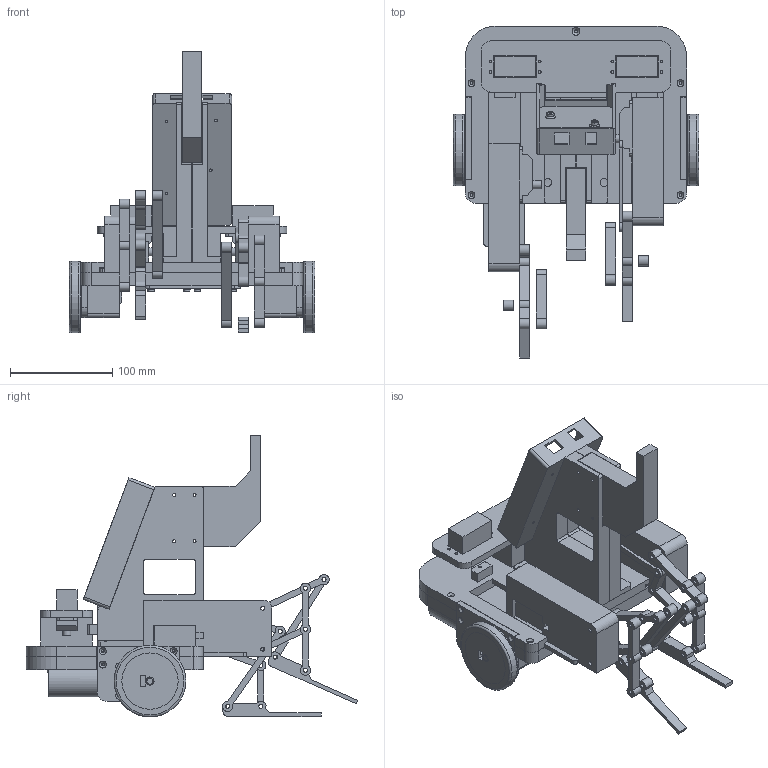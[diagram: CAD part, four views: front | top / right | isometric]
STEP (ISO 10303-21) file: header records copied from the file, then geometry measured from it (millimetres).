
FILE_DESCRIPTION(/* description */ (''),/* implementation_level */ '2;1');
FILE_NAME(/* name */ '69488958-0320-4ed7-a923-0f5197a7884a.stp',/* time_stamp */ '2019-12-22T10:58:47+00:00',/* author */ (''),/* organization */ (''),/* preprocessor_version */ 'ST-DEVELOPER v18',/* originating_system */ 'Autodesk Translation Framework v8.12.0.6',/* authorisation */ '');
FILE_SCHEMA (('AUTOMOTIVE_DESIGN { 1 0 10303 214 3 1 1 }'));
Length unit declared in the file: millimetre
Products named in the file (19): Elmo_base02; leg; slider; topcrank; foot; foot (1); crank; heel; slider (1); leg(Mirror); slider(Mirror); topcrank(Mirror); foot(Mirror); foot (1)(Mirror); crank(Mirror); heel(Mirror); slider (1) (1); main chassis; motor v2
Assembly tree (18 placements, depth 3):
  Elmo_base02
    leg
      slider
      topcrank
      foot
      foot (1)
      crank
      heel
      slider (1)
    leg(Mirror)
      slider(Mirror)
      topcrank(Mirror)
      foot(Mirror)
      foot (1)(Mirror)
      crank(Mirror)
      heel(Mirror)
      slider (1) (1)
    main chassis
    motor v2
Bounding box: 239.68 x 323.97 x 275.13 mm (x, y, z)
Volume: 2193672.1 mm3; surface area: 535262.2 mm2
Topology: 35 solids, 35 shells, 836 faces, 2141 edges, 1428 vertices
Faces by surface type: plane 448, cylinder 334, cone 48, torus 6
Full cylindrical faces by diameter (mm): 2 x1, 2.5 x2, 2.8 x104, 3 x2, 4 x45, 6 x9, 6.2 x4, 7 x4, 7.2 x4, 8 x7, 9.8 x8, 10 x8, 19 x2, 29 x2, 31 x2, 55 x8, 70 x2
Entity records: 27001 total; most frequent: CARTESIAN_POINT 4741, DIRECTION 4651, ORIENTED_EDGE 4282, EDGE_CURVE 2141, AXIS2_PLACEMENT_3D 1673, VERTEX_POINT 1428, LINE 1305, VECTOR 1305
